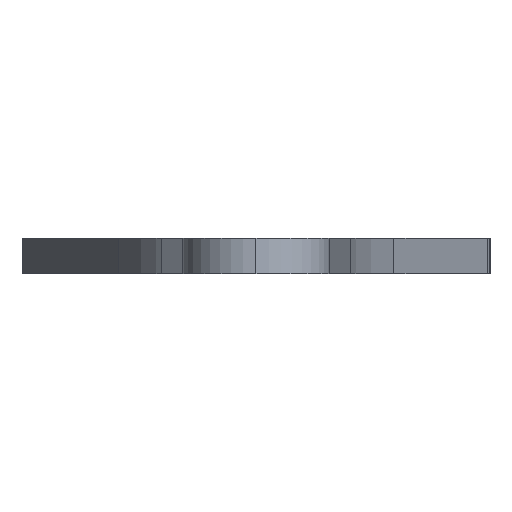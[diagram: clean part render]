
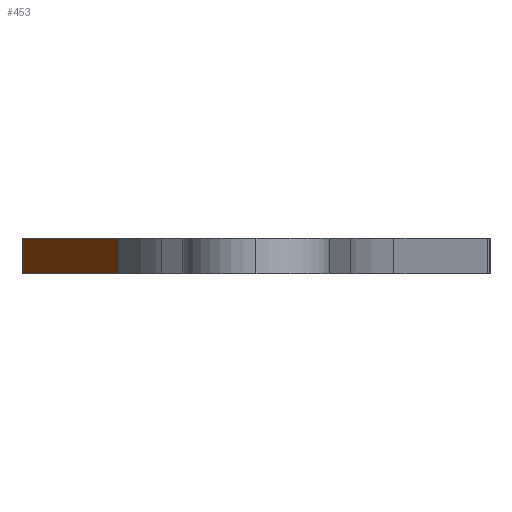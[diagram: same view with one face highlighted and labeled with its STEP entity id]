
A CAD part, left-side view. The second image highlights one B-rep face of the part: STEP entity #453.
In plain terms, the highlighted planar face has unit normal (-0.423, 0.906, 0).
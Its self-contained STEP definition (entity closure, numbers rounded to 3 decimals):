
#40 = CARTESIAN_POINT ( 'NONE',  ( 201.792, 23.586, 6. ) ) ;
#96 = AXIS2_PLACEMENT_3D ( 'NONE', #1203, #137, #1075 ) ;
#100 = CARTESIAN_POINT ( 'NONE',  ( 201.792, 23.586, 3. ) ) ;
#137 = DIRECTION ( 'NONE',  ( 0.423, -0.906, 0. ) ) ;
#151 = ORIENTED_EDGE ( 'NONE', *, *, #610, .T. ) ;
#155 = VERTEX_POINT ( 'NONE', #40 ) ;
#157 = CARTESIAN_POINT ( 'NONE',  ( 237., 40.003, 0. ) ) ;
#253 = CARTESIAN_POINT ( 'NONE',  ( 237., 40.003, 3. ) ) ;
#342 = EDGE_LOOP ( 'NONE', ( #893, #487, #592, #151 ) ) ;
#362 = CARTESIAN_POINT ( 'NONE',  ( 237., 40.003, 6. ) ) ;
#453 = ADVANCED_FACE ( 'NONE', ( #1015 ), #663, .F. ) ;
#487 = ORIENTED_EDGE ( 'NONE', *, *, #587, .F. ) ;
#492 = LINE ( 'NONE', #547, #1685 ) ;
#521 = VERTEX_POINT ( 'NONE', #362 ) ;
#547 = CARTESIAN_POINT ( 'NONE',  ( 201.792, 23.586, 0. ) ) ;
#587 = EDGE_CURVE ( 'NONE', #521, #155, #1454, .T. ) ;
#592 = ORIENTED_EDGE ( 'NONE', *, *, #646, .F. ) ;
#610 = EDGE_CURVE ( 'NONE', #713, #800, #492, .T. ) ;
#637 = LINE ( 'NONE', #253, #1641 ) ;
#646 = EDGE_CURVE ( 'NONE', #713, #521, #637, .T. ) ;
#663 = PLANE ( 'NONE',  #96 ) ;
#667 = DIRECTION ( 'NONE',  ( -0.906, -0.423, 0. ) ) ;
#713 = VERTEX_POINT ( 'NONE', #157 ) ;
#800 = VERTEX_POINT ( 'NONE', #1539 ) ;
#893 = ORIENTED_EDGE ( 'NONE', *, *, #1525, .F. ) ;
#955 = DIRECTION ( 'NONE',  ( -0.906, -0.423, 0. ) ) ;
#1015 = FACE_OUTER_BOUND ( 'NONE', #342, .T. ) ;
#1046 = DIRECTION ( 'NONE',  ( 0., 0., -1. ) ) ;
#1075 = DIRECTION ( 'NONE',  ( 0.906, 0.423, 0. ) ) ;
#1081 = VECTOR ( 'NONE', #667, 1000. ) ;
#1146 = VECTOR ( 'NONE', #1046, 1000. ) ;
#1203 = CARTESIAN_POINT ( 'NONE',  ( 201.792, 23.586, 0. ) ) ;
#1212 = DIRECTION ( 'NONE',  ( 0., 0., 1. ) ) ;
#1324 = CARTESIAN_POINT ( 'NONE',  ( 237., 40.003, 6. ) ) ;
#1454 = LINE ( 'NONE', #1324, #1081 ) ;
#1525 = EDGE_CURVE ( 'NONE', #155, #800, #1587, .T. ) ;
#1539 = CARTESIAN_POINT ( 'NONE',  ( 201.792, 23.586, 0. ) ) ;
#1587 = LINE ( 'NONE', #100, #1146 ) ;
#1641 = VECTOR ( 'NONE', #1212, 1000. ) ;
#1685 = VECTOR ( 'NONE', #955, 1000. ) ;
